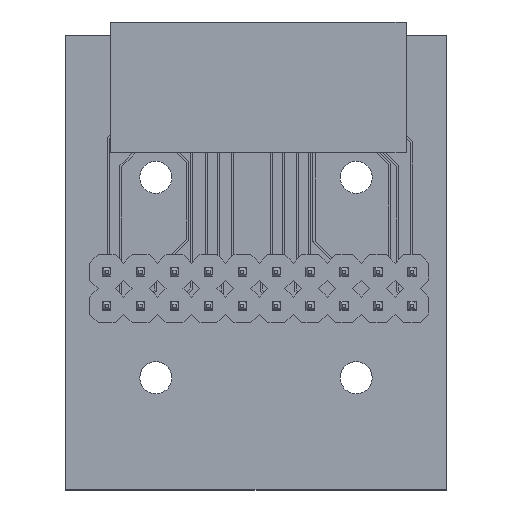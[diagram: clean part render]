
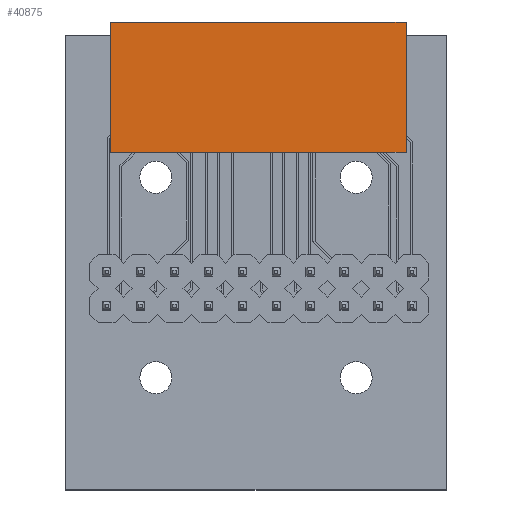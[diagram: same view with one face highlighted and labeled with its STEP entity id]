
A CAD part, top view. The second image highlights one B-rep face of the part: STEP entity #40875.
In plain terms, the highlighted planar face has unit normal (0, 0, 1).
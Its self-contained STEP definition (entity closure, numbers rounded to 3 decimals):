
#2081=PLANE('',#43918);
#4047=FACE_OUTER_BOUND('',#6798,.T.);
#6798=EDGE_LOOP('',(#31758,#31759,#31760,#31761));
#10051=LINE('',#61555,#14518);
#10052=LINE('',#61557,#14519);
#10053=LINE('',#61559,#14520);
#10054=LINE('',#61560,#14521);
#14518=VECTOR('',#50044,10.);
#14519=VECTOR('',#50045,10.);
#14520=VECTOR('',#50046,10.);
#14521=VECTOR('',#50047,10.);
#19951=VERTEX_POINT('',#61553);
#19952=VERTEX_POINT('',#61554);
#19953=VERTEX_POINT('',#61556);
#19954=VERTEX_POINT('',#61558);
#24317=EDGE_CURVE('',#19951,#19952,#10051,.T.);
#24318=EDGE_CURVE('',#19952,#19953,#10052,.T.);
#24319=EDGE_CURVE('',#19953,#19954,#10053,.T.);
#24320=EDGE_CURVE('',#19954,#19951,#10054,.T.);
#31758=ORIENTED_EDGE('',*,*,#24317,.T.);
#31759=ORIENTED_EDGE('',*,*,#24318,.T.);
#31760=ORIENTED_EDGE('',*,*,#24319,.T.);
#31761=ORIENTED_EDGE('',*,*,#24320,.T.);
#40875=ADVANCED_FACE('',(#4047),#2081,.T.);
#43918=AXIS2_PLACEMENT_3D('',#61552,#50042,#50043);
#50042=DIRECTION('center_axis',(0.,0.,1.));
#50043=DIRECTION('ref_axis',(1.,0.,0.));
#50044=DIRECTION('',(0.,1.,0.));
#50045=DIRECTION('',(-1.,0.,0.));
#50046=DIRECTION('',(0.,-1.,0.));
#50047=DIRECTION('',(1.,0.,0.));
#61552=CARTESIAN_POINT('Origin',(11.,4.8,0.1));
#61553=CARTESIAN_POINT('',(22.076,-0.076,0.1));
#61554=CARTESIAN_POINT('',(22.076,9.676,0.1));
#61555=CARTESIAN_POINT('',(22.076,4.8,0.1));
#61556=CARTESIAN_POINT('',(-0.076,9.676,0.1));
#61557=CARTESIAN_POINT('',(11.,9.676,0.1));
#61558=CARTESIAN_POINT('',(-0.076,-0.076,0.1));
#61559=CARTESIAN_POINT('',(-0.076,4.8,0.1));
#61560=CARTESIAN_POINT('',(11.,-0.076,0.1));
